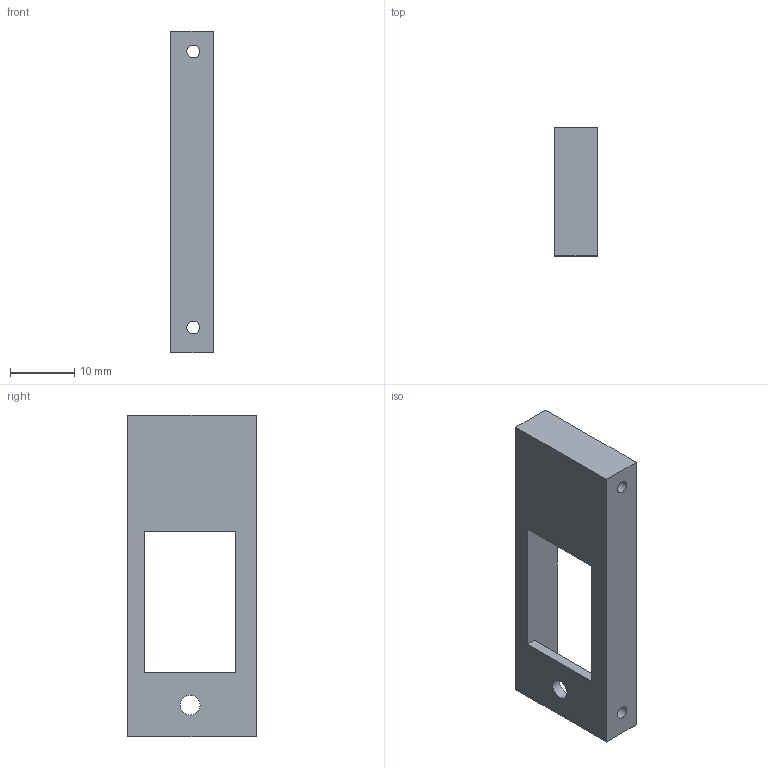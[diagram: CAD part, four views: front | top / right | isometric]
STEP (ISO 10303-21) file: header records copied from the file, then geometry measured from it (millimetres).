
FILE_DESCRIPTION(/* description */ (''),/* implementation_level */ '2;1');
FILE_NAME(/* name */ '',/* time_stamp */ '2026-01-10T16:30:11+03:00',/* author */ ('Service'),/* organization */ (''),/* preprocessor_version */ 'ST-DEVELOPER v20',/* originating_system */ 'Autodesk Inventor 2024',/* authorisation */ '');
FILE_SCHEMA (('AUTOMOTIVE_DESIGN { 1 0 10303 214 3 1 1 }'));
Length unit declared in the file: millimetre
Products named in the file (1): Деталь1
Bounding box: 6.56 x 20 x 50.16 mm (x, y, z)
Volume: 3723 mm3; surface area: 2878.1 mm2
Topology: 1 solids, 1 shells, 15 faces, 42 edges, 28 vertices
Faces by surface type: plane 11, cylinder 4
Full cylindrical faces by diameter (mm): 2 x3, 3.1 x1
Entity records: 547 total; most frequent: CARTESIAN_POINT 86, ORIENTED_EDGE 84, DIRECTION 82, EDGE_CURVE 42, LINE 34, VECTOR 34, VERTEX_POINT 28, EDGE_LOOP 24
